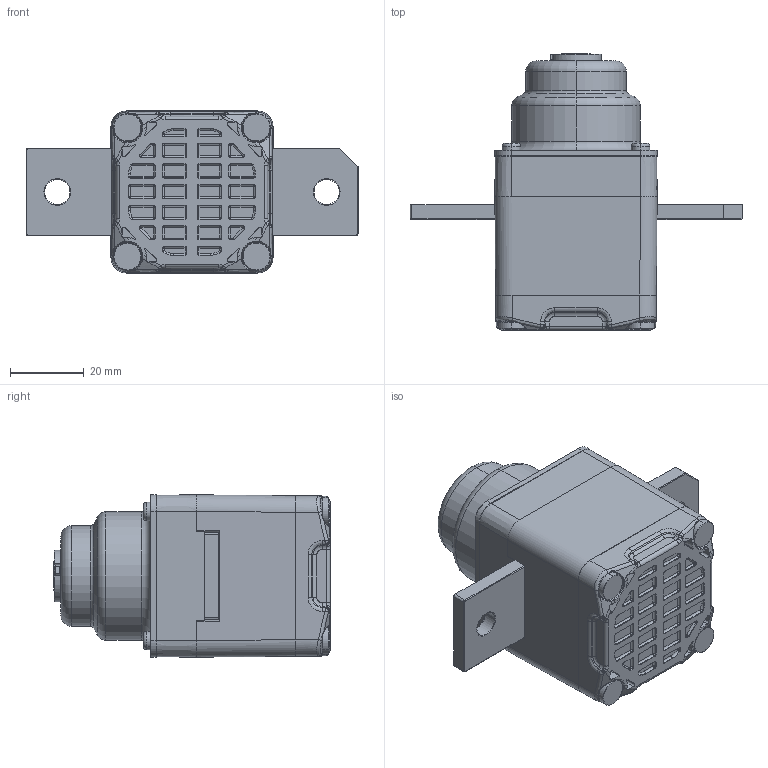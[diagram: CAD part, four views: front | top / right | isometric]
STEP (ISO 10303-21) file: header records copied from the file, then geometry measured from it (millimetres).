
FILE_DESCRIPTION (( 'STEP AP214' ), '1' );
FILE_NAME ('1000V_pyrofuse (rivet).STEP', '2024-12-04T05:37:25', ( '' ), ( '' ), 'SwSTEP 2.0', 'SolidWorks 2022', '' );
FILE_SCHEMA (( 'AUTOMOTIVE_DESIGN' ));
Length unit declared in the file: millimetre
Products named in the file (1): 1000V_pyrofuse （rivet）
Bounding box: 90 x 74.95 x 44 mm (x, y, z)
Volume: 114169.8 mm3; surface area: 24343.1 mm2
Topology: 1 solids, 13 shells, 1658 faces, 4265 edges, 2552 vertices
Faces by surface type: plane 509, cylinder 503, bspline 204, torus 160, sphere 141, cone 141
Entity records: 75880 total; most frequent: CARTESIAN_POINT 20554, ORIENTED_EDGE 8336, DIRECTION 7583, EDGE_CURVE 4168, AXIS2_PLACEMENT_3D 2984, VERTEX_POINT 2552, EDGE_LOOP 1726, FACE_OUTER_BOUND 1658
